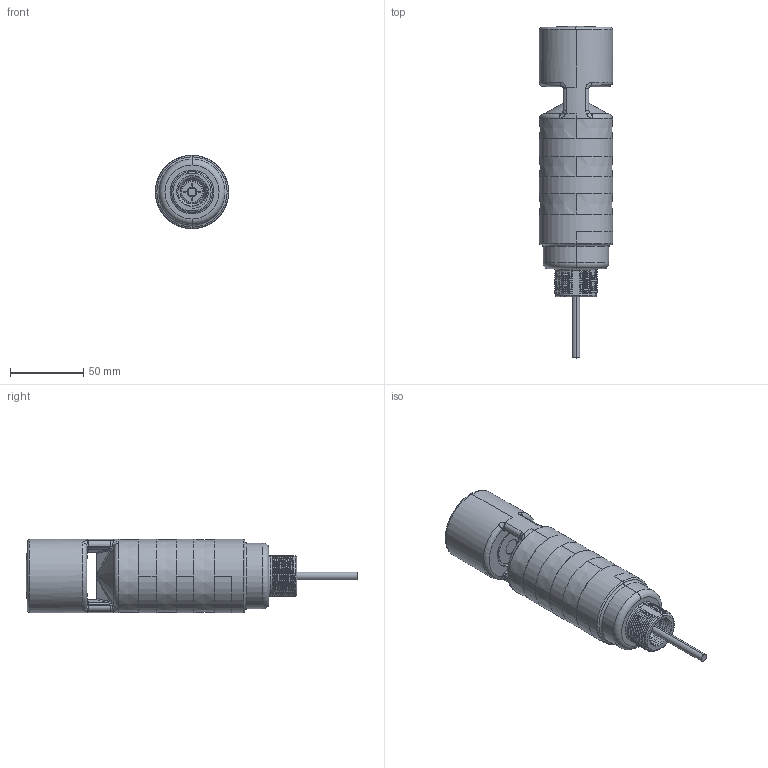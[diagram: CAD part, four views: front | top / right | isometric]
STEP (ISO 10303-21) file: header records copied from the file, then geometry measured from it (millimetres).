
FILE_DESCRIPTION((''),'2;1');
FILE_NAME('169568_SM01_ASM','2022-06-10T10:08:05',('PDMAdmin'),('BANNER ENGINEERING'),'CREO PARAMETRIC BY PTC INC, 2019292','CREO PARAMETRIC BY PTC INC, 2019292','');
FILE_SCHEMA(('CONFIG_CONTROL_DESIGN'));
Products named in the file (3): 169568_EP01; CABLE_215; 169568_SM01_ASM
Assembly tree (2 placements, depth 2):
  169568_SM01_ASM
    169568_EP01
    CABLE_215
Bounding box: 50 x 226.85 x 50 mm (x, y, z)
Volume: 300645 mm3; surface area: 36164.7 mm2
Topology: 2 solids, 2 shells, 303 faces, 756 edges, 468 vertices
Faces by surface type: bspline 148, cylinder 83, plane 36, torus 20, cone 14, sphere 2
Entity records: 16753 total; most frequent: CARTESIAN_POINT 10524, ORIENTED_EDGE 1508, DIRECTION 932, EDGE_CURVE 754, VERTEX_POINT 468, AXIS2_PLACEMENT_3D 365, B_SPLINE_CURVE_WITH_KNOTS 347, EDGE_LOOP 318
